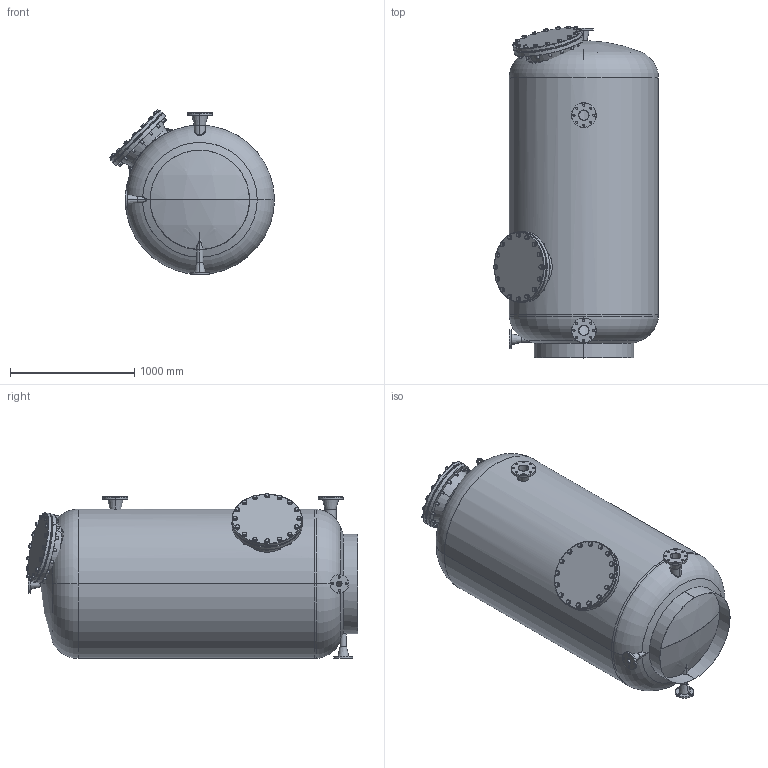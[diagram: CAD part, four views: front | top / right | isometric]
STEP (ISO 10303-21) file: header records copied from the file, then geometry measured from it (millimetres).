
FILE_DESCRIPTION (( 'STEP AP214' ), '1' );
FILE_NAME ('ind_mediterran_120_sb1500.STEP', '2020-12-03T12:33:01', ( '' ), ( '' ), 'SwSTEP 2.0', 'SolidWorks 2019', '' );
FILE_SCHEMA (( 'AUTOMOTIVE_DESIGN' ));
Length unit declared in the file: millimetre
Products named in the file (1): ind_mediterran_120_sb1500
Bounding box: 1325.98 x 2668 x 1325.98 mm (x, y, z)
Volume: 64191165.8 mm3; surface area: 26506856.5 mm2
Topology: 81 solids, 81 shells, 1239 faces, 2780 edges, 1735 vertices
Faces by surface type: cylinder 461, plane 397, cone 304, torus 51, bspline 16, sphere 10
Entity records: 54562 total; most frequent: CARTESIAN_POINT 11757, DIRECTION 6128, ORIENTED_EDGE 5552, EDGE_CURVE 2776, AXIS2_PLACEMENT_3D 2583, VERTEX_POINT 1733, EDGE_LOOP 1565, CIRCLE 1359
